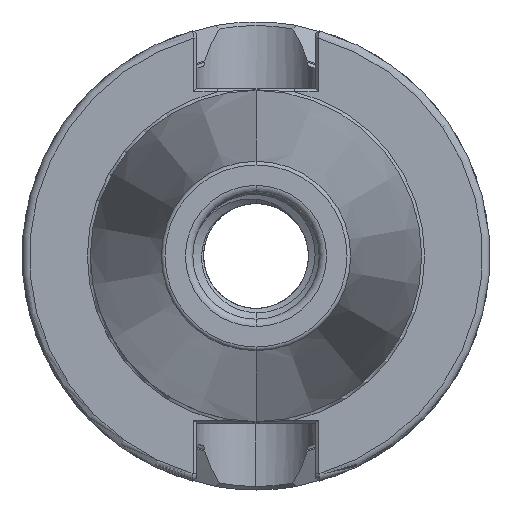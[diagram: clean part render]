
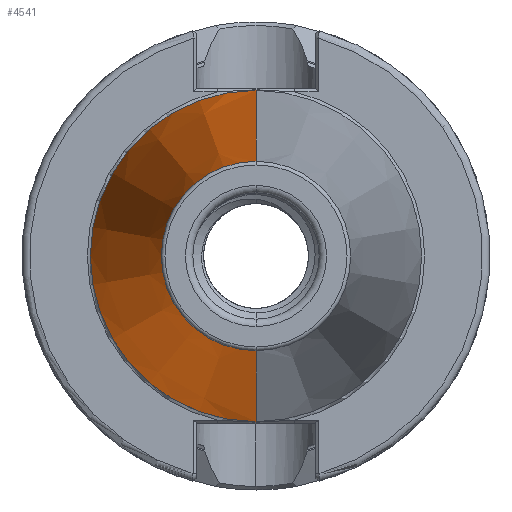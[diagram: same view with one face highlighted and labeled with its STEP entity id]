
A CAD part, left-side view. The second image highlights one B-rep face of the part: STEP entity #4541.
In plain terms, the highlighted conical face has half-angle 8.297 degrees and reference radius 22.298 mm.
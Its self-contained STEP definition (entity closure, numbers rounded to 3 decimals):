
#405 = AXIS2_PLACEMENT_3D ( 'NONE', #19917, #19986, #19956 ) ;
#2134 = CIRCLE ( 'NONE', #19094, 22.298 ) ;
#2164 = LINE ( 'NONE', #14142, #2165 ) ;
#2165 = VECTOR ( 'NONE', #14143, 1000. ) ;
#2314 = AXIS2_PLACEMENT_3D ( 'NONE', #9809, #9808, #9804 ) ;
#3597 = CONICAL_SURFACE ( 'NONE', #405, 22.298, 0.145 ) ;
#3625 = FACE_OUTER_BOUND ( 'NONE', #10783, .T. ) ;
#4541 = ADVANCED_FACE ( 'NONE', ( #3625 ), #3597, .T. ) ;
#4929 = EDGE_CURVE ( 'NONE', #6504, #6463, #2164, .T. ) ;
#4937 = EDGE_CURVE ( 'NONE', #6573, #6463, #2134, .T. ) ;
#4966 = EDGE_CURVE ( 'NONE', #6500, #6573, #23157, .T. ) ;
#4971 = EDGE_CURVE ( 'NONE', #6500, #6504, #23168, .T. ) ;
#6463 = VERTEX_POINT ( 'NONE', #17433 ) ;
#6500 = VERTEX_POINT ( 'NONE', #17537 ) ;
#6504 = VERTEX_POINT ( 'NONE', #17543 ) ;
#6573 = VERTEX_POINT ( 'NONE', #17580 ) ;
#6961 = ORIENTED_EDGE ( 'NONE', *, *, #4966, .F. ) ;
#7029 = ORIENTED_EDGE ( 'NONE', *, *, #4971, .T. ) ;
#7064 = ORIENTED_EDGE ( 'NONE', *, *, #4929, .T. ) ;
#7074 = ORIENTED_EDGE ( 'NONE', *, *, #4937, .F. ) ;
#9756 = CARTESIAN_POINT ( 'NONE',  ( -1.5, 0., -22.298 ) ) ;
#9759 = DIRECTION ( 'NONE',  ( 0.99, 0., -0.144 ) ) ;
#9804 = DIRECTION ( 'NONE',  ( 0., 0., -1. ) ) ;
#9808 = DIRECTION ( 'NONE',  ( 1., 0., 0. ) ) ;
#9809 = CARTESIAN_POINT ( 'NONE',  ( -66.972, 0., 0. ) ) ;
#10783 = EDGE_LOOP ( 'NONE', ( #7029, #7064, #7074, #6961 ) ) ;
#14142 = CARTESIAN_POINT ( 'NONE',  ( -1.5, 0., 22.298 ) ) ;
#14143 = DIRECTION ( 'NONE',  ( 0.99, 0., 0.144 ) ) ;
#14240 = DIRECTION ( 'NONE',  ( 0., 0., -1. ) ) ;
#14244 = CARTESIAN_POINT ( 'NONE',  ( -1.5, 0., 0. ) ) ;
#14249 = DIRECTION ( 'NONE',  ( 1., 0., 0. ) ) ;
#17433 = CARTESIAN_POINT ( 'NONE',  ( -1.5, 0., 22.298 ) ) ;
#17537 = CARTESIAN_POINT ( 'NONE',  ( -66.972, 0., -12.75 ) ) ;
#17543 = CARTESIAN_POINT ( 'NONE',  ( -66.972, 0., 12.75 ) ) ;
#17580 = CARTESIAN_POINT ( 'NONE',  ( -1.5, 0., -22.298 ) ) ;
#19094 = AXIS2_PLACEMENT_3D ( 'NONE', #14244, #14249, #14240 ) ;
#19917 = CARTESIAN_POINT ( 'NONE',  ( -1.5, 0., 0. ) ) ;
#19956 = DIRECTION ( 'NONE',  ( 0., 0., -1. ) ) ;
#19986 = DIRECTION ( 'NONE',  ( 1., 0., 0. ) ) ;
#23155 = VECTOR ( 'NONE', #9759, 1000. ) ;
#23157 = LINE ( 'NONE', #9756, #23155 ) ;
#23168 = CIRCLE ( 'NONE', #2314, 12.75 ) ;
